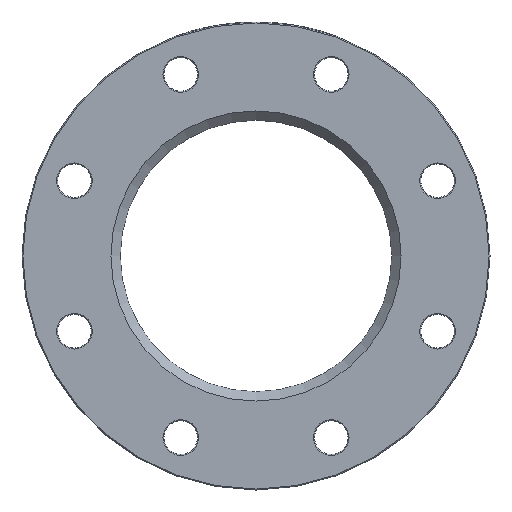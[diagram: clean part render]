
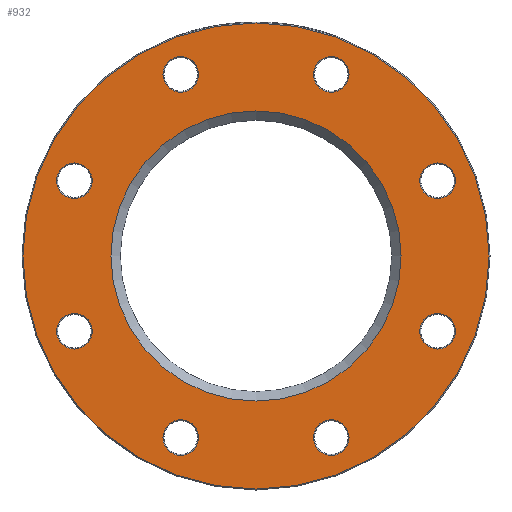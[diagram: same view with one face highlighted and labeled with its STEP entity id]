
A CAD part, left-side view. The second image highlights one B-rep face of the part: STEP entity #932.
In plain terms, the highlighted planar face has unit normal (-1, 0, 0).
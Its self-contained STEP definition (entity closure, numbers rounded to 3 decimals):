
#29 = DIRECTION ( 'NONE',  ( 1., 0., 0. ) ) ;
#37 = ORIENTED_EDGE ( 'NONE', *, *, #2284, .T. ) ;
#59 = VERTEX_POINT ( 'NONE', #271 ) ;
#271 = CARTESIAN_POINT ( 'NONE',  ( 0., -40.182, -106.507 ) ) ;
#292 = ORIENTED_EDGE ( 'NONE', *, *, #6706, .T. ) ;
#308 = FACE_BOUND ( 'NONE', #332, .T. ) ;
#332 = EDGE_LOOP ( 'NONE', ( #1786 ) ) ;
#377 = EDGE_CURVE ( 'NONE', #1929, #1929, #2407, .T. ) ;
#495 = DIRECTION ( 'NONE',  ( 0., 0., -1. ) ) ;
#561 = ORIENTED_EDGE ( 'NONE', *, *, #4101, .T. ) ;
#628 = CIRCLE ( 'NONE', #5385, 9.5 ) ;
#840 = EDGE_LOOP ( 'NONE', ( #5344 ) ) ;
#863 = CARTESIAN_POINT ( 'NONE',  ( 0., -97.007, -40.182 ) ) ;
#931 = DIRECTION ( 'NONE',  ( -1., 0., 0. ) ) ;
#932 = ADVANCED_FACE ( 'NONE', ( #3259, #5853, #6398, #308, #5413, #6465, #5952, #2781, #2849, #2378 ), #5318, .F. ) ;
#939 = EDGE_LOOP ( 'NONE', ( #1917 ) ) ;
#983 = DIRECTION ( 'NONE',  ( 0., 0., -1. ) ) ;
#1059 = AXIS2_PLACEMENT_3D ( 'NONE', #2958, #6027, #2515 ) ;
#1313 = DIRECTION ( 'NONE',  ( 1., 0., 0. ) ) ;
#1403 = AXIS2_PLACEMENT_3D ( 'NONE', #1573, #3652, #3858 ) ;
#1471 = DIRECTION ( 'NONE',  ( 0., 0., -1. ) ) ;
#1507 = VERTEX_POINT ( 'NONE', #3081 ) ;
#1570 = DIRECTION ( 'NONE',  ( 1., 0., 0. ) ) ;
#1573 = CARTESIAN_POINT ( 'NONE',  ( 0., 97.007, -40.182 ) ) ;
#1633 = DIRECTION ( 'NONE',  ( 1., 0., 0. ) ) ;
#1651 = VERTEX_POINT ( 'NONE', #5648 ) ;
#1786 = ORIENTED_EDGE ( 'NONE', *, *, #4883, .T. ) ;
#1917 = ORIENTED_EDGE ( 'NONE', *, *, #6514, .T. ) ;
#1929 = VERTEX_POINT ( 'NONE', #6092 ) ;
#1943 = DIRECTION ( 'NONE',  ( 0., 0., -1. ) ) ;
#1949 = DIRECTION ( 'NONE',  ( 0., 0., -1. ) ) ;
#2019 = CARTESIAN_POINT ( 'NONE',  ( 0., -40.182, 97.007 ) ) ;
#2032 = AXIS2_PLACEMENT_3D ( 'NONE', #2856, #1633, #4913 ) ;
#2070 = AXIS2_PLACEMENT_3D ( 'NONE', #2172, #4244, #4740 ) ;
#2105 = ORIENTED_EDGE ( 'NONE', *, *, #4566, .T. ) ;
#2144 = CIRCLE ( 'NONE', #2032, 9.5 ) ;
#2169 = VERTEX_POINT ( 'NONE', #4131 ) ;
#2172 = CARTESIAN_POINT ( 'NONE',  ( 0., 40.182, -97.007 ) ) ;
#2207 = EDGE_CURVE ( 'NONE', #1651, #1651, #5196, .T. ) ;
#2253 = EDGE_LOOP ( 'NONE', ( #561 ) ) ;
#2254 = AXIS2_PLACEMENT_3D ( 'NONE', #863, #5441, #1943 ) ;
#2284 = EDGE_CURVE ( 'NONE', #5714, #5714, #4442, .T. ) ;
#2371 = EDGE_LOOP ( 'NONE', ( #37 ) ) ;
#2378 = FACE_BOUND ( 'NONE', #840, .T. ) ;
#2407 = CIRCLE ( 'NONE', #2070, 9.5 ) ;
#2422 = EDGE_CURVE ( 'NONE', #3696, #3696, #6061, .T. ) ;
#2515 = DIRECTION ( 'NONE',  ( 0., 0., -1. ) ) ;
#2610 = CARTESIAN_POINT ( 'NONE',  ( 0., 0., -77.5 ) ) ;
#2634 = AXIS2_PLACEMENT_3D ( 'NONE', #3356, #1313, #3323 ) ;
#2708 = ORIENTED_EDGE ( 'NONE', *, *, #377, .T. ) ;
#2781 = FACE_BOUND ( 'NONE', #4015, .T. ) ;
#2811 = DIRECTION ( 'NONE',  ( 1., 0., 0. ) ) ;
#2849 = FACE_BOUND ( 'NONE', #3271, .T. ) ;
#2856 = CARTESIAN_POINT ( 'NONE',  ( 0., -97.007, 40.182 ) ) ;
#2943 = AXIS2_PLACEMENT_3D ( 'NONE', #3924, #2811, #4933 ) ;
#2958 = CARTESIAN_POINT ( 'NONE',  ( 0., -40.182, -97.007 ) ) ;
#3018 = CIRCLE ( 'NONE', #4744, 9.5 ) ;
#3036 = CARTESIAN_POINT ( 'NONE',  ( 0., 0., 0. ) ) ;
#3081 = CARTESIAN_POINT ( 'NONE',  ( 0., -97.007, 30.682 ) ) ;
#3149 = AXIS2_PLACEMENT_3D ( 'NONE', #3036, #931, #1949 ) ;
#3225 = VERTEX_POINT ( 'NONE', #6264 ) ;
#3259 = FACE_BOUND ( 'NONE', #2371, .T. ) ;
#3271 = EDGE_LOOP ( 'NONE', ( #4785 ) ) ;
#3323 = DIRECTION ( 'NONE',  ( 0., 0., -1. ) ) ;
#3356 = CARTESIAN_POINT ( 'NONE',  ( 0., 72.5, 0. ) ) ;
#3652 = DIRECTION ( 'NONE',  ( 1., 0., 0. ) ) ;
#3696 = VERTEX_POINT ( 'NONE', #6225 ) ;
#3730 = CARTESIAN_POINT ( 'NONE',  ( 0., 97.007, 30.682 ) ) ;
#3768 = CIRCLE ( 'NONE', #2254, 9.5 ) ;
#3858 = DIRECTION ( 'NONE',  ( 0., 0., -1. ) ) ;
#3924 = CARTESIAN_POINT ( 'NONE',  ( 0., 0., 0. ) ) ;
#3943 = EDGE_CURVE ( 'NONE', #5681, #5681, #5931, .T. ) ;
#4015 = EDGE_LOOP ( 'NONE', ( #2708 ) ) ;
#4101 = EDGE_CURVE ( 'NONE', #3225, #3225, #3768, .T. ) ;
#4131 = CARTESIAN_POINT ( 'NONE',  ( 0., 40.182, 87.507 ) ) ;
#4196 = AXIS2_PLACEMENT_3D ( 'NONE', #5129, #1570, #495 ) ;
#4244 = DIRECTION ( 'NONE',  ( 1., 0., 0. ) ) ;
#4442 = CIRCLE ( 'NONE', #2943, 77.5 ) ;
#4520 = CIRCLE ( 'NONE', #1059, 9.5 ) ;
#4566 = EDGE_CURVE ( 'NONE', #2169, #2169, #3018, .T. ) ;
#4716 = EDGE_LOOP ( 'NONE', ( #2105 ) ) ;
#4740 = DIRECTION ( 'NONE',  ( 0., 0., -1. ) ) ;
#4744 = AXIS2_PLACEMENT_3D ( 'NONE', #5213, #29, #983 ) ;
#4785 = ORIENTED_EDGE ( 'NONE', *, *, #2207, .T. ) ;
#4883 = EDGE_CURVE ( 'NONE', #6155, #6155, #628, .T. ) ;
#4913 = DIRECTION ( 'NONE',  ( 0., 0., -1. ) ) ;
#4933 = DIRECTION ( 'NONE',  ( 0., 0., -1. ) ) ;
#5129 = CARTESIAN_POINT ( 'NONE',  ( 0., 97.007, 40.182 ) ) ;
#5175 = CARTESIAN_POINT ( 'NONE',  ( 0., -40.182, 87.507 ) ) ;
#5196 = CIRCLE ( 'NONE', #1403, 9.5 ) ;
#5213 = CARTESIAN_POINT ( 'NONE',  ( 0., 40.182, 97.007 ) ) ;
#5318 = PLANE ( 'NONE',  #2634 ) ;
#5344 = ORIENTED_EDGE ( 'NONE', *, *, #3943, .T. ) ;
#5385 = AXIS2_PLACEMENT_3D ( 'NONE', #2019, #5645, #1471 ) ;
#5413 = FACE_BOUND ( 'NONE', #939, .T. ) ;
#5441 = DIRECTION ( 'NONE',  ( 1., 0., 0. ) ) ;
#5592 = EDGE_LOOP ( 'NONE', ( #292 ) ) ;
#5645 = DIRECTION ( 'NONE',  ( 1., 0., 0. ) ) ;
#5648 = CARTESIAN_POINT ( 'NONE',  ( 0., 97.007, -49.682 ) ) ;
#5681 = VERTEX_POINT ( 'NONE', #3730 ) ;
#5714 = VERTEX_POINT ( 'NONE', #2610 ) ;
#5853 = FACE_OUTER_BOUND ( 'NONE', #6113, .T. ) ;
#5931 = CIRCLE ( 'NONE', #4196, 9.5 ) ;
#5952 = FACE_BOUND ( 'NONE', #5592, .T. ) ;
#6027 = DIRECTION ( 'NONE',  ( 1., 0., 0. ) ) ;
#6061 = CIRCLE ( 'NONE', #3149, 124.5 ) ;
#6092 = CARTESIAN_POINT ( 'NONE',  ( 0., 40.182, -106.507 ) ) ;
#6113 = EDGE_LOOP ( 'NONE', ( #6317 ) ) ;
#6155 = VERTEX_POINT ( 'NONE', #5175 ) ;
#6225 = CARTESIAN_POINT ( 'NONE',  ( 0., 0., -124.5 ) ) ;
#6264 = CARTESIAN_POINT ( 'NONE',  ( 0., -97.007, -49.682 ) ) ;
#6317 = ORIENTED_EDGE ( 'NONE', *, *, #2422, .T. ) ;
#6398 = FACE_BOUND ( 'NONE', #4716, .T. ) ;
#6465 = FACE_BOUND ( 'NONE', #2253, .T. ) ;
#6514 = EDGE_CURVE ( 'NONE', #1507, #1507, #2144, .T. ) ;
#6706 = EDGE_CURVE ( 'NONE', #59, #59, #4520, .T. ) ;
